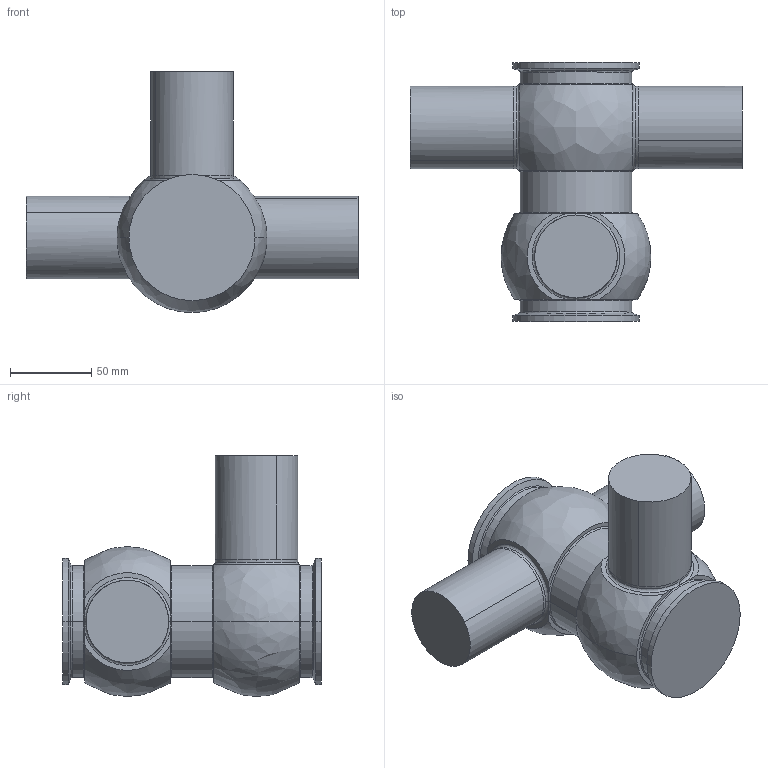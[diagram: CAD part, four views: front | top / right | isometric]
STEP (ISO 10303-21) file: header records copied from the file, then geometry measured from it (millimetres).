
FILE_DESCRIPTION (( 'STEP AP214' ), '1' );
FILE_NAME ('130760.STEP', '2018-05-09T17:23:00', ( '' ), ( '' ), 'SwSTEP 2.0', 'SolidWorks 2014', '' );
FILE_SCHEMA (( 'AUTOMOTIVE_DESIGN' ));
Length unit declared in the file: inch
Products named in the file (1): 130760
Bounding box: 203.96 x 159.05 x 148.01 mm (x, y, z)
Volume: 1192399.2 mm3; surface area: 86252.1 mm2
Topology: 1 solids, 1 shells, 72 faces, 180 edges, 106 vertices
Faces by surface type: bspline 23, plane 23, cylinder 22, cone 4
Entity records: 4085 total; most frequent: CARTESIAN_POINT 2520, ORIENTED_EDGE 352, DIRECTION 290, EDGE_CURVE 176, AXIS2_PLACEMENT_3D 126, VERTEX_POINT 106, CIRCLE 76, ADVANCED_FACE 72
